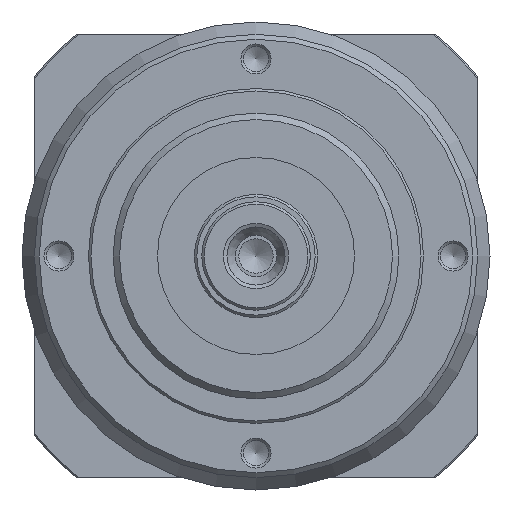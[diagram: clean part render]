
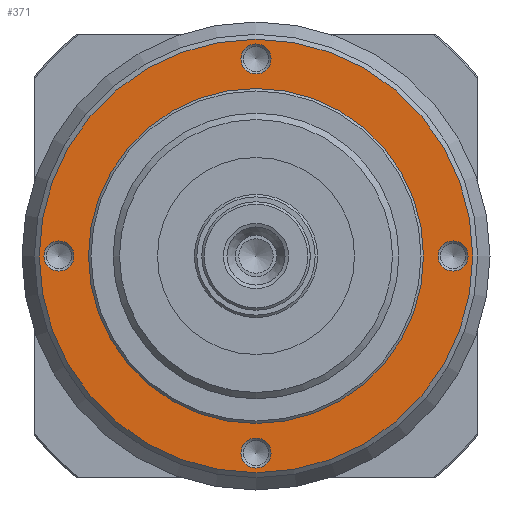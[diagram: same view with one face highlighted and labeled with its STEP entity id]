
A CAD part, left-side view. The second image highlights one B-rep face of the part: STEP entity #371.
In plain terms, the highlighted planar face has unit normal (-1, 0, 0).
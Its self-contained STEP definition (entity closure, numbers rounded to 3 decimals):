
#264=PLANE('',#1737);
#371=ADVANCED_FACE('',(#551,#552,#553,#554,#555,#556),#264,.T.);
#551=FACE_BOUND('',#725,.T.);
#552=FACE_BOUND('',#726,.T.);
#553=FACE_BOUND('',#727,.T.);
#554=FACE_BOUND('',#728,.T.);
#555=FACE_BOUND('',#729,.T.);
#556=FACE_BOUND('',#730,.T.);
#725=EDGE_LOOP('',(#947));
#726=EDGE_LOOP('',(#948));
#727=EDGE_LOOP('',(#949));
#728=EDGE_LOOP('',(#950));
#729=EDGE_LOOP('',(#951));
#730=EDGE_LOOP('',(#952));
#947=ORIENTED_EDGE('',*,*,#1418,.T.);
#948=ORIENTED_EDGE('',*,*,#1417,.T.);
#949=ORIENTED_EDGE('',*,*,#1416,.T.);
#950=ORIENTED_EDGE('',*,*,#1415,.T.);
#951=ORIENTED_EDGE('',*,*,#1414,.T.);
#952=ORIENTED_EDGE('',*,*,#1419,.F.);
#1263=VERTEX_POINT('',#2561);
#1264=VERTEX_POINT('',#2564);
#1265=VERTEX_POINT('',#2567);
#1266=VERTEX_POINT('',#2570);
#1267=VERTEX_POINT('',#2573);
#1268=VERTEX_POINT('',#2576);
#1414=EDGE_CURVE('',#1263,#1263,#1583,.T.);
#1415=EDGE_CURVE('',#1264,#1264,#1584,.T.);
#1416=EDGE_CURVE('',#1265,#1265,#1585,.T.);
#1417=EDGE_CURVE('',#1266,#1266,#1586,.T.);
#1418=EDGE_CURVE('',#1267,#1267,#1587,.T.);
#1419=EDGE_CURVE('',#1268,#1268,#1588,.T.);
#1583=CIRCLE('',#1726,44.);
#1584=CIRCLE('',#1728,3.05);
#1585=CIRCLE('',#1730,3.05);
#1586=CIRCLE('',#1732,3.05);
#1587=CIRCLE('',#1734,3.05);
#1588=CIRCLE('',#1736,34.);
#1726=AXIS2_PLACEMENT_3D('',#2560,#2025,#2026);
#1728=AXIS2_PLACEMENT_3D('',#2563,#2029,#2030);
#1730=AXIS2_PLACEMENT_3D('',#2566,#2033,#2034);
#1732=AXIS2_PLACEMENT_3D('',#2569,#2037,#2038);
#1734=AXIS2_PLACEMENT_3D('',#2572,#2041,#2042);
#1736=AXIS2_PLACEMENT_3D('',#2575,#2045,#2046);
#1737=AXIS2_PLACEMENT_3D('',#2577,#2047,#2048);
#2025=DIRECTION('',(-1.,0.,0.));
#2026=DIRECTION('',(0.,-1.,0.));
#2029=DIRECTION('',(1.,0.,0.));
#2030=DIRECTION('',(0.,-1.,0.));
#2033=DIRECTION('',(1.,0.,0.));
#2034=DIRECTION('',(0.,-1.,0.));
#2037=DIRECTION('',(1.,0.,0.));
#2038=DIRECTION('',(0.,-1.,0.));
#2041=DIRECTION('',(1.,0.,0.));
#2042=DIRECTION('',(0.,-1.,0.));
#2045=DIRECTION('',(-1.,0.,0.));
#2046=DIRECTION('',(0.,-1.,0.));
#2047=DIRECTION('',(-1.,0.,0.));
#2048=DIRECTION('',(0.,-1.,0.));
#2560=CARTESIAN_POINT('',(46.,0.,0.));
#2561=CARTESIAN_POINT('',(46.,-44.,0.));
#2563=CARTESIAN_POINT('',(46.,0.,-40.));
#2564=CARTESIAN_POINT('',(46.,-3.05,-40.));
#2566=CARTESIAN_POINT('',(46.,40.,0.));
#2567=CARTESIAN_POINT('',(46.,36.95,0.));
#2569=CARTESIAN_POINT('',(46.,0.,40.));
#2570=CARTESIAN_POINT('',(46.,-3.05,40.));
#2572=CARTESIAN_POINT('',(46.,-40.,0.));
#2573=CARTESIAN_POINT('',(46.,-43.05,0.));
#2575=CARTESIAN_POINT('',(46.,0.,0.));
#2576=CARTESIAN_POINT('',(46.,-34.,0.));
#2577=CARTESIAN_POINT('',(46.,-34.,0.));
